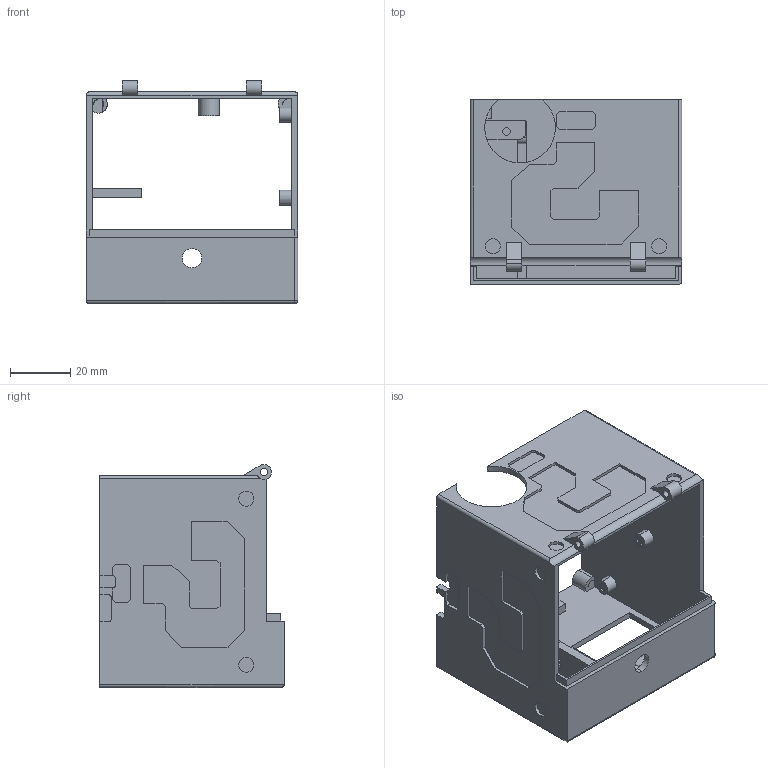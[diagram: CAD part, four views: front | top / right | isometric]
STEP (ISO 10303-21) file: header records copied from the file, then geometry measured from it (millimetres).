
FILE_DESCRIPTION (( 'STEP AP203' ), '1' );
FILE_NAME ('鎮爵兜碟赽翋极.STEP', '2024-04-11T05:17:09', ( '' ), ( '' ), 'SwSTEP 2.0', 'SolidWorks 2020', '' );
FILE_SCHEMA (( 'CONFIG_CONTROL_DESIGN' ));
Length unit declared in the file: millimetre
Products named in the file (1): 鎮爵兜碟赽翋极
Bounding box: 70 x 61 x 73.8 mm (x, y, z)
Volume: 31602.4 mm3; surface area: 37987.8 mm2
Topology: 1 solids, 1 shells, 554 faces, 1523 edges, 1002 vertices
Faces by surface type: plane 306, cylinder 216, bspline 31, sphere 1
Entity records: 26991 total; most frequent: CARTESIAN_POINT 13711, ORIENTED_EDGE 3044, DIRECTION 2409, EDGE_CURVE 1522, VECTOR 1025, LINE 1025, VERTEX_POINT 1002, AXIS2_PLACEMENT_3D 692
